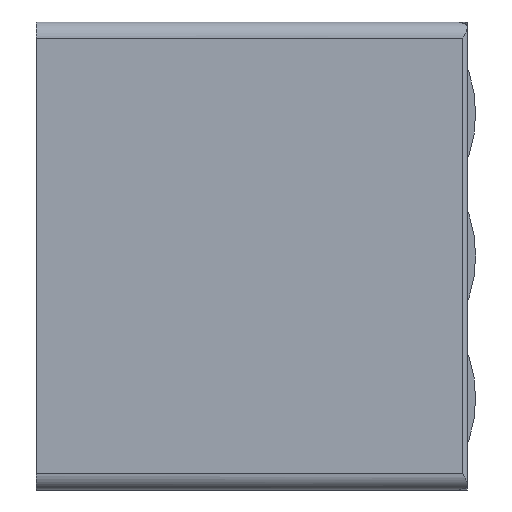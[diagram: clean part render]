
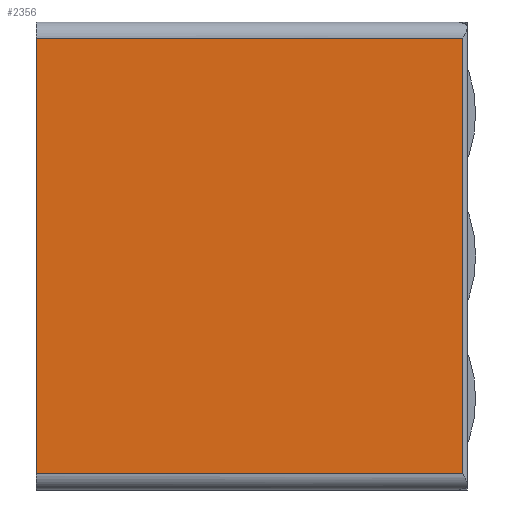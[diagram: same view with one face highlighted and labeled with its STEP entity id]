
A CAD part, front view. The second image highlights one B-rep face of the part: STEP entity #2356.
In plain terms, the highlighted planar face has unit normal (0, -1, 0).
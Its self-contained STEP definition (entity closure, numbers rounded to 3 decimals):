
#121 = CARTESIAN_POINT ( 'NONE',  ( 0., 0., 21.9 ) ) ;
#253 = DIRECTION ( 'NONE',  ( 1., 0., 0. ) ) ;
#311 = FACE_OUTER_BOUND ( 'NONE', #3444, .T. ) ;
#632 = ORIENTED_EDGE ( 'NONE', *, *, #5342, .T. ) ;
#816 = CARTESIAN_POINT ( 'NONE',  ( 0., 0., 0.8 ) ) ;
#1079 = DIRECTION ( 'NONE',  ( -1., 0., 0. ) ) ;
#1406 = ORIENTED_EDGE ( 'NONE', *, *, #1966, .T. ) ;
#1966 = EDGE_CURVE ( 'NONE', #4058, #2024, #4441, .T. ) ;
#2024 = VERTEX_POINT ( 'NONE', #816 ) ;
#2123 = CARTESIAN_POINT ( 'NONE',  ( 0., 0., 21.9 ) ) ;
#2211 = CARTESIAN_POINT ( 'NONE',  ( 20.67, 0., 21.9 ) ) ;
#2239 = DIRECTION ( 'NONE',  ( -1., 0., 0. ) ) ;
#2353 = VECTOR ( 'NONE', #2239, 1000. ) ;
#2356 = ADVANCED_FACE ( 'NONE', ( #311 ), #5858, .T. ) ;
#2444 = ORIENTED_EDGE ( 'NONE', *, *, #5469, .F. ) ;
#2638 = DIRECTION ( 'NONE',  ( 0., -1., 0. ) ) ;
#2846 = EDGE_CURVE ( 'NONE', #3797, #5732, #4930, .T. ) ;
#3444 = EDGE_LOOP ( 'NONE', ( #1406, #2444, #5511, #632 ) ) ;
#3797 = VERTEX_POINT ( 'NONE', #2211 ) ;
#3881 = LINE ( 'NONE', #4524, #4391 ) ;
#4058 = VERTEX_POINT ( 'NONE', #121 ) ;
#4391 = VECTOR ( 'NONE', #1079, 1000. ) ;
#4397 = VECTOR ( 'NONE', #5777, 1000. ) ;
#4441 = LINE ( 'NONE', #2123, #5205 ) ;
#4524 = CARTESIAN_POINT ( 'NONE',  ( 20.67, 0., 21.9 ) ) ;
#4538 = CARTESIAN_POINT ( 'NONE',  ( 20.67, 0., 0.8 ) ) ;
#4821 = AXIS2_PLACEMENT_3D ( 'NONE', #5922, #2638, #253 ) ;
#4878 = CARTESIAN_POINT ( 'NONE',  ( 20.67, 0., 0.8 ) ) ;
#4930 = LINE ( 'NONE', #4538, #4397 ) ;
#5043 = LINE ( 'NONE', #5615, #2353 ) ;
#5205 = VECTOR ( 'NONE', #5832, 1000. ) ;
#5342 = EDGE_CURVE ( 'NONE', #3797, #4058, #3881, .T. ) ;
#5469 = EDGE_CURVE ( 'NONE', #5732, #2024, #5043, .T. ) ;
#5511 = ORIENTED_EDGE ( 'NONE', *, *, #2846, .F. ) ;
#5615 = CARTESIAN_POINT ( 'NONE',  ( 0., 0., 0.8 ) ) ;
#5732 = VERTEX_POINT ( 'NONE', #4878 ) ;
#5777 = DIRECTION ( 'NONE',  ( 0., 0., -1. ) ) ;
#5832 = DIRECTION ( 'NONE',  ( 0., 0., -1. ) ) ;
#5858 = PLANE ( 'NONE',  #4821 ) ;
#5922 = CARTESIAN_POINT ( 'NONE',  ( 0., 0., 0.8 ) ) ;
